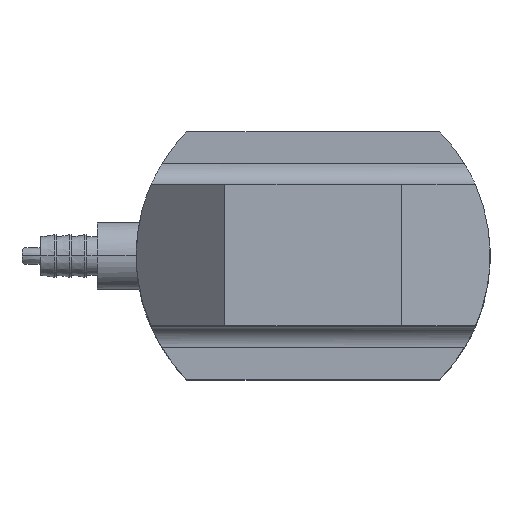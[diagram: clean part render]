
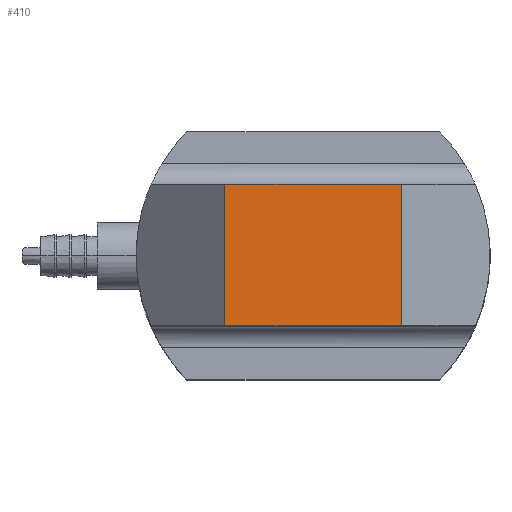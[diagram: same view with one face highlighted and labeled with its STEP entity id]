
A CAD part, top view. The second image highlights one B-rep face of the part: STEP entity #410.
In plain terms, the highlighted planar face has unit normal (0, 0, 1).
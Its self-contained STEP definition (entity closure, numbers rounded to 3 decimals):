
#353 = EDGE_CURVE ( 'NONE', #369, #412, #1443, .T. ) ;
#363 = EDGE_LOOP ( 'NONE', ( #414, #368, #405, #407 ) ) ;
#364 = VERTEX_POINT ( 'NONE', #1493 ) ;
#366 = EDGE_CURVE ( 'NONE', #364, #412, #1499, .T. ) ;
#368 = ORIENTED_EDGE ( 'NONE', *, *, #353, .F. ) ;
#369 = VERTEX_POINT ( 'NONE', #1492 ) ;
#405 = ORIENTED_EDGE ( 'NONE', *, *, #406, .F. ) ;
#406 = EDGE_CURVE ( 'NONE', #413, #369, #1525, .T. ) ;
#407 = ORIENTED_EDGE ( 'NONE', *, *, #408, .F. ) ;
#408 = EDGE_CURVE ( 'NONE', #364, #413, #1526, .T. ) ;
#410 = ADVANCED_FACE ( 'NONE', ( #1589 ), #1631, .T. ) ;
#412 = VERTEX_POINT ( 'NONE', #1585 ) ;
#413 = VERTEX_POINT ( 'NONE', #1584 ) ;
#414 = ORIENTED_EDGE ( 'NONE', *, *, #366, .T. ) ;
#1384 = VECTOR ( 'NONE', #1474, 1000. ) ;
#1385 = CARTESIAN_POINT ( 'NONE',  ( 45.826, 20., 310. ) ) ;
#1443 = LINE ( 'NONE', #1385, #1384 ) ;
#1474 = DIRECTION ( 'NONE',  ( 1., 0., 0. ) ) ;
#1492 = CARTESIAN_POINT ( 'NONE',  ( -25., 20., 310. ) ) ;
#1493 = CARTESIAN_POINT ( 'NONE',  ( 25., -20., 310. ) ) ;
#1495 = DIRECTION ( 'NONE',  ( 0., 1., 0. ) ) ;
#1496 = CARTESIAN_POINT ( 'NONE',  ( 25., -35., 310. ) ) ;
#1497 = VECTOR ( 'NONE', #1495, 1000. ) ;
#1499 = LINE ( 'NONE', #1496, #1497 ) ;
#1517 = DIRECTION ( 'NONE',  ( -1., 0., 0. ) ) ;
#1518 = VECTOR ( 'NONE', #1517, 1000. ) ;
#1519 = CARTESIAN_POINT ( 'NONE',  ( 45.826, -20., 310. ) ) ;
#1522 = DIRECTION ( 'NONE',  ( 0., 1., 0. ) ) ;
#1523 = VECTOR ( 'NONE', #1522, 1000. ) ;
#1524 = CARTESIAN_POINT ( 'NONE',  ( -25., -35., 310. ) ) ;
#1525 = LINE ( 'NONE', #1524, #1523 ) ;
#1526 = LINE ( 'NONE', #1519, #1518 ) ;
#1584 = CARTESIAN_POINT ( 'NONE',  ( -25., -20., 310. ) ) ;
#1585 = CARTESIAN_POINT ( 'NONE',  ( 25., 20., 310. ) ) ;
#1589 = FACE_OUTER_BOUND ( 'NONE', #363, .T. ) ;
#1608 = CARTESIAN_POINT ( 'NONE',  ( 0., 0., 310. ) ) ;
#1625 = DIRECTION ( 'NONE',  ( 0., 0., 1. ) ) ;
#1630 = AXIS2_PLACEMENT_3D ( 'NONE', #1608, #1625, #1634 ) ;
#1631 = PLANE ( 'NONE',  #1630 ) ;
#1634 = DIRECTION ( 'NONE',  ( 1., 0., 0. ) ) ;
